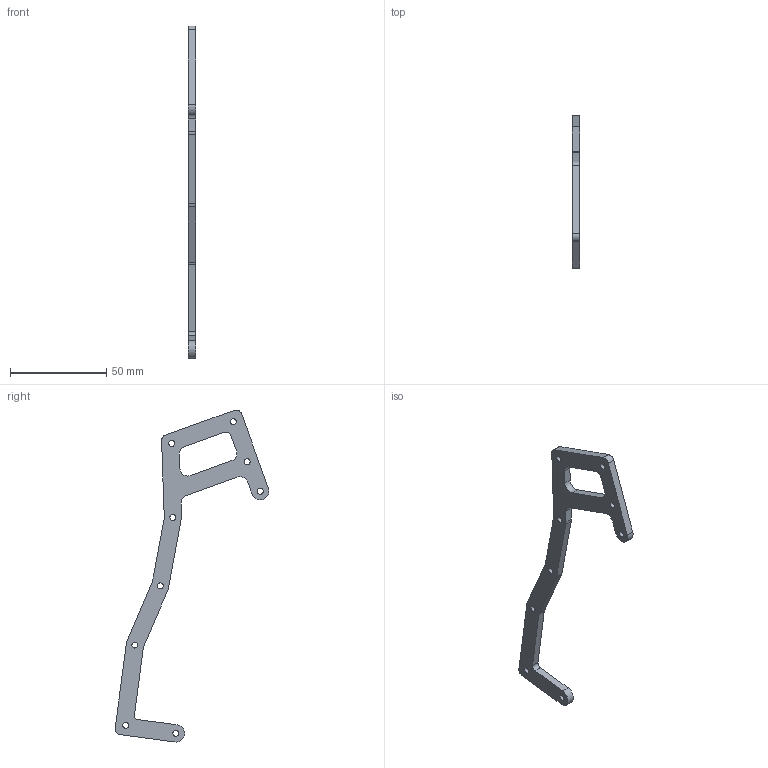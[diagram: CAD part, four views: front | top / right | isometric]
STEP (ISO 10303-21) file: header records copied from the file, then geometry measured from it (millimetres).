
FILE_DESCRIPTION(/* description */ (''),/* implementation_level */ '2;1');
FILE_NAME(/* name */ 'Kauri side plate.stp',/* time_stamp */ '2022-04-26T12:37:16-06:00',/* author */ ('Steven'),/* organization */ (''),/* preprocessor_version */ 'ST-DEVELOPER v18',/* originating_system */ 'Autodesk Inventor 2020',/* authorisation */ '');
FILE_SCHEMA (('AUTOMOTIVE_DESIGN { 1 0 10303 214 3 1 1 }'));
Length unit declared in the file: millimetre
Products named in the file (1): Kauri side plate
Bounding box: 4 x 79.74 x 172.16 mm (x, y, z)
Volume: 10334.2 mm3; surface area: 7794.1 mm2
Topology: 1 solids, 1 shells, 47 faces, 144 edges, 99 vertices
Faces by surface type: cylinder 27, plane 20
Full cylindrical faces by diameter (mm): 3.1 x9
Entity records: 1734 total; most frequent: DIRECTION 303, CARTESIAN_POINT 291, ORIENTED_EDGE 288, EDGE_CURVE 144, AXIS2_PLACEMENT_3D 111, VERTEX_POINT 99, LINE 81, VECTOR 81
